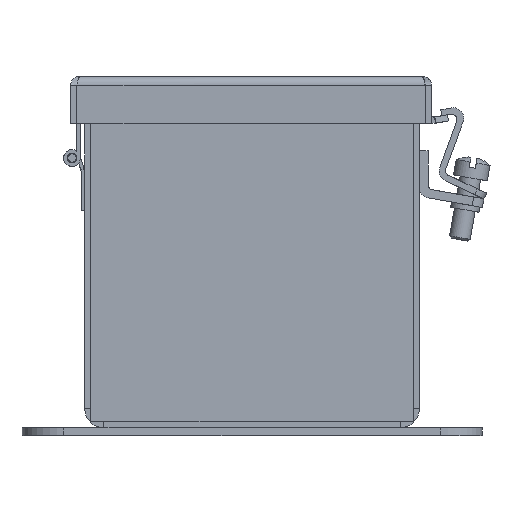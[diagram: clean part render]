
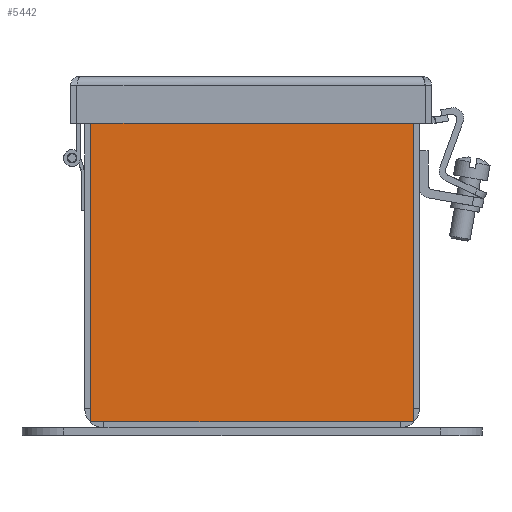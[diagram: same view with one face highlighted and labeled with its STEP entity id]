
A CAD part, left-side view. The second image highlights one B-rep face of the part: STEP entity #5442.
In plain terms, the highlighted face is planar.
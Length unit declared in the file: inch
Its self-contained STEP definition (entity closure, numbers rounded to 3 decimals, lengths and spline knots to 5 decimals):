
#231=PLANE('',#5958);
#445=FACE_OUTER_BOUND('',#745,.T.);
#745=EDGE_LOOP('',(#3797,#3798,#3799,#3800,#3801,#3802,#3803,#3804,#3805,
#3806,#3807,#3808));
#1284=LINE('',#8102,#1852);
#1299=LINE('',#8138,#1867);
#1302=LINE('',#8145,#1870);
#1306=LINE('',#8152,#1874);
#1308=LINE('',#8156,#1876);
#1309=LINE('',#8158,#1877);
#1310=LINE('',#8160,#1878);
#1311=LINE('',#8162,#1879);
#1312=LINE('',#8164,#1880);
#1313=LINE('',#8166,#1881);
#1314=LINE('',#8168,#1882);
#1315=LINE('',#8169,#1883);
#1852=VECTOR('',#6559,0.3937);
#1867=VECTOR('',#6598,0.3937);
#1870=VECTOR('',#6603,0.3937);
#1874=VECTOR('',#6609,0.3937);
#1876=VECTOR('',#6613,0.3937);
#1877=VECTOR('',#6614,0.3937);
#1878=VECTOR('',#6615,0.3937);
#1879=VECTOR('',#6616,0.3937);
#1880=VECTOR('',#6617,0.3937);
#1881=VECTOR('',#6618,0.3937);
#1882=VECTOR('',#6619,0.3937);
#1883=VECTOR('',#6620,0.3937);
#2401=VERTEX_POINT('',#8099);
#2402=VERTEX_POINT('',#8101);
#2411=VERTEX_POINT('',#8137);
#2413=VERTEX_POINT('',#8143);
#2414=VERTEX_POINT('',#8144);
#2417=VERTEX_POINT('',#8155);
#2418=VERTEX_POINT('',#8157);
#2419=VERTEX_POINT('',#8159);
#2420=VERTEX_POINT('',#8161);
#2421=VERTEX_POINT('',#8163);
#2422=VERTEX_POINT('',#8165);
#2423=VERTEX_POINT('',#8167);
#2917=EDGE_CURVE('',#2402,#2401,#1284,.T.);
#2935=EDGE_CURVE('',#2411,#2402,#1299,.T.);
#2938=EDGE_CURVE('',#2413,#2414,#1302,.T.);
#2942=EDGE_CURVE('',#2414,#2411,#1306,.T.);
#2944=EDGE_CURVE('',#2401,#2417,#1308,.T.);
#2945=EDGE_CURVE('',#2417,#2418,#1309,.T.);
#2946=EDGE_CURVE('',#2418,#2419,#1310,.T.);
#2947=EDGE_CURVE('',#2420,#2419,#1311,.T.);
#2948=EDGE_CURVE('',#2421,#2420,#1312,.T.);
#2949=EDGE_CURVE('',#2422,#2421,#1313,.T.);
#2950=EDGE_CURVE('',#2423,#2422,#1314,.T.);
#2951=EDGE_CURVE('',#2413,#2423,#1315,.T.);
#3797=ORIENTED_EDGE('',*,*,#2938,.T.);
#3798=ORIENTED_EDGE('',*,*,#2942,.T.);
#3799=ORIENTED_EDGE('',*,*,#2935,.T.);
#3800=ORIENTED_EDGE('',*,*,#2917,.T.);
#3801=ORIENTED_EDGE('',*,*,#2944,.T.);
#3802=ORIENTED_EDGE('',*,*,#2945,.T.);
#3803=ORIENTED_EDGE('',*,*,#2946,.T.);
#3804=ORIENTED_EDGE('',*,*,#2947,.F.);
#3805=ORIENTED_EDGE('',*,*,#2948,.F.);
#3806=ORIENTED_EDGE('',*,*,#2949,.F.);
#3807=ORIENTED_EDGE('',*,*,#2950,.F.);
#3808=ORIENTED_EDGE('',*,*,#2951,.F.);
#5442=ADVANCED_FACE('',(#445),#231,.F.);
#5958=AXIS2_PLACEMENT_3D('',#8154,#6611,#6612);
#6559=DIRECTION('',(1.,0.,0.));
#6598=DIRECTION('',(0.,1.,0.));
#6603=DIRECTION('',(0.,-1.,0.));
#6609=DIRECTION('',(1.,0.,0.));
#6611=DIRECTION('center_axis',(0.,0.,1.));
#6612=DIRECTION('ref_axis',(1.,0.,0.));
#6613=DIRECTION('',(0.,-1.,0.));
#6614=DIRECTION('',(1.,0.,0.));
#6615=DIRECTION('',(0.,1.,0.));
#6616=DIRECTION('',(-1.,0.,0.));
#6617=DIRECTION('',(0.,1.,0.));
#6618=DIRECTION('',(1.,0.,0.));
#6619=DIRECTION('',(0.,-1.,0.));
#6620=DIRECTION('',(-1.,0.,0.));
#8099=CARTESIAN_POINT('',(3.366,3.82075,0.));
#8101=CARTESIAN_POINT('',(0.486,3.82075,0.));
#8102=CARTESIAN_POINT('',(1.206,3.82075,0.));
#8137=CARTESIAN_POINT('',(0.486,3.82055,0.));
#8138=CARTESIAN_POINT('',(0.486,2.87328,0.));
#8143=CARTESIAN_POINT('',(0.4858,3.852,0.));
#8144=CARTESIAN_POINT('',(0.4858,3.82055,0.));
#8145=CARTESIAN_POINT('',(0.4858,2.889,0.));
#8152=CARTESIAN_POINT('',(1.2059,3.82055,0.));
#8154=CARTESIAN_POINT('Origin',(1.926,1.926,0.));
#8155=CARTESIAN_POINT('',(3.366,3.82055,0.));
#8156=CARTESIAN_POINT('',(3.366,2.889,0.));
#8157=CARTESIAN_POINT('',(3.3662,3.82055,0.));
#8158=CARTESIAN_POINT('',(2.646,3.82055,0.));
#8159=CARTESIAN_POINT('',(3.3662,3.852,0.));
#8160=CARTESIAN_POINT('',(3.3662,2.87328,0.));
#8161=CARTESIAN_POINT('',(3.852,3.852,0.));
#8162=CARTESIAN_POINT('',(3.852,3.852,0.));
#8163=CARTESIAN_POINT('',(3.852,0.,0.));
#8164=CARTESIAN_POINT('',(3.852,0.,0.));
#8165=CARTESIAN_POINT('',(0.,0.,0.));
#8166=CARTESIAN_POINT('',(0.,0.,0.));
#8167=CARTESIAN_POINT('',(0.,3.852,0.));
#8168=CARTESIAN_POINT('',(0.,3.852,0.));
#8169=CARTESIAN_POINT('',(3.852,3.852,0.));
